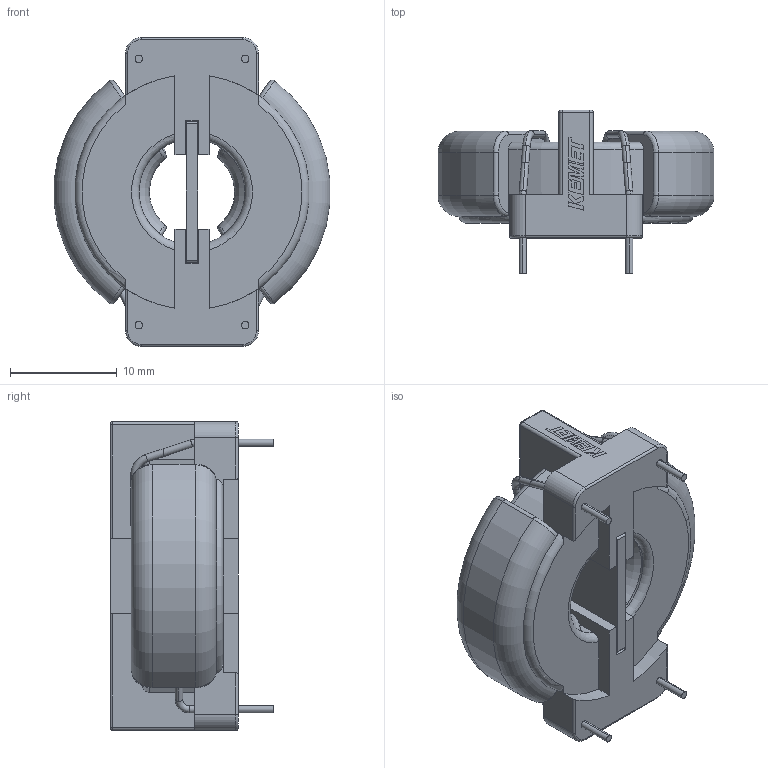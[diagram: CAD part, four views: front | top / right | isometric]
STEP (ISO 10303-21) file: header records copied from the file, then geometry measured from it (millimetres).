
FILE_DESCRIPTION (( 'STEP AP214' ), '1' );
FILE_NAME ('SC-06-10JS.STEP', '2019-01-30T04:25:25', ( '' ), ( '' ), 'SwSTEP 2.0', 'SolidWorks 2018', '' );
FILE_SCHEMA (( 'AUTOMOTIVE_DESIGN' ));
Length unit declared in the file: millimetre
Products named in the file (1): SC-06-10JS
Bounding box: 25.91 x 15.35 x 29 mm (x, y, z)
Volume: 4150.2 mm3; surface area: 3295.5 mm2
Topology: 1 solids, 5 shells, 339 faces, 926 edges, 600 vertices
Faces by surface type: plane 142, cylinder 123, torus 58, bspline 16
Entity records: 15437 total; most frequent: CARTESIAN_POINT 3034, ORIENTED_EDGE 1852, DIRECTION 1814, EDGE_CURVE 926, AXIS2_PLACEMENT_3D 660, VERTEX_POINT 600, LINE 494, VECTOR 494
